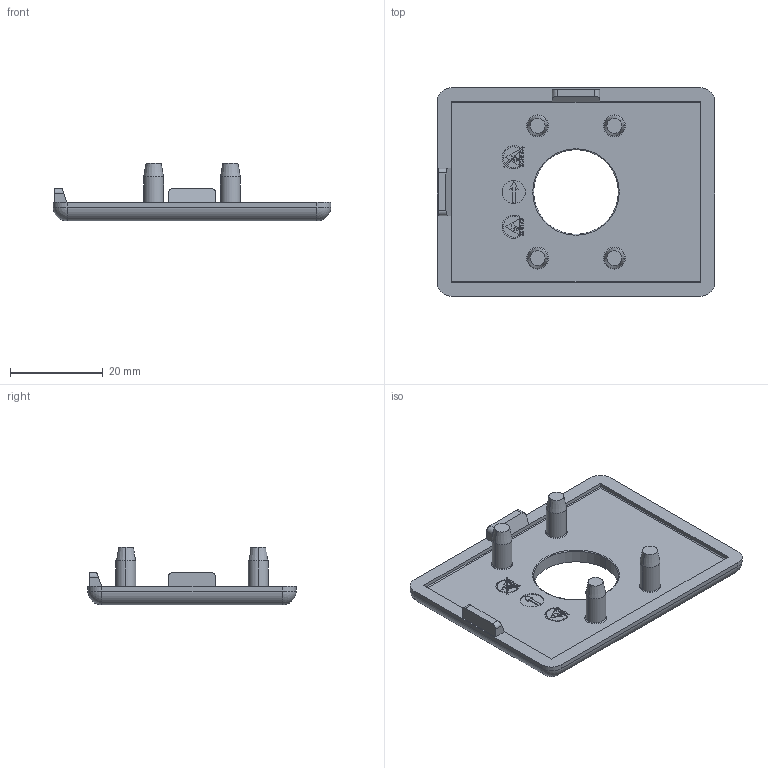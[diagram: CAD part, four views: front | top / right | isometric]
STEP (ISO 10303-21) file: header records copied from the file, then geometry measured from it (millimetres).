
FILE_DESCRIPTION (( 'STEP AP214' ), '1' );
FILE_NAME ('091083S02.step', '2015-12-15T15:18:04', ( '' ), ( '' ), 'SwSTEP 2.0', 'SolidWorks 2015', '' );
FILE_SCHEMA (( 'AUTOMOTIVE_DESIGN' ));
Length unit declared in the file: millimetre
Products named in the file (1): 091083S02
Bounding box: 60 x 45 x 12.5 mm (x, y, z)
Volume: 8124.5 mm3; surface area: 6369.5 mm2
Topology: 1 solids, 1 shells, 294 faces, 785 edges, 508 vertices
Faces by surface type: plane 234, cylinder 34, torus 10, cone 8, sphere 4, bspline 4
Entity records: 9027 total; most frequent: CARTESIAN_POINT 1660, ORIENTED_EDGE 1562, DIRECTION 1431, EDGE_CURVE 781, LINE 681, VECTOR 681, VERTEX_POINT 508, AXIS2_PLACEMENT_3D 375
